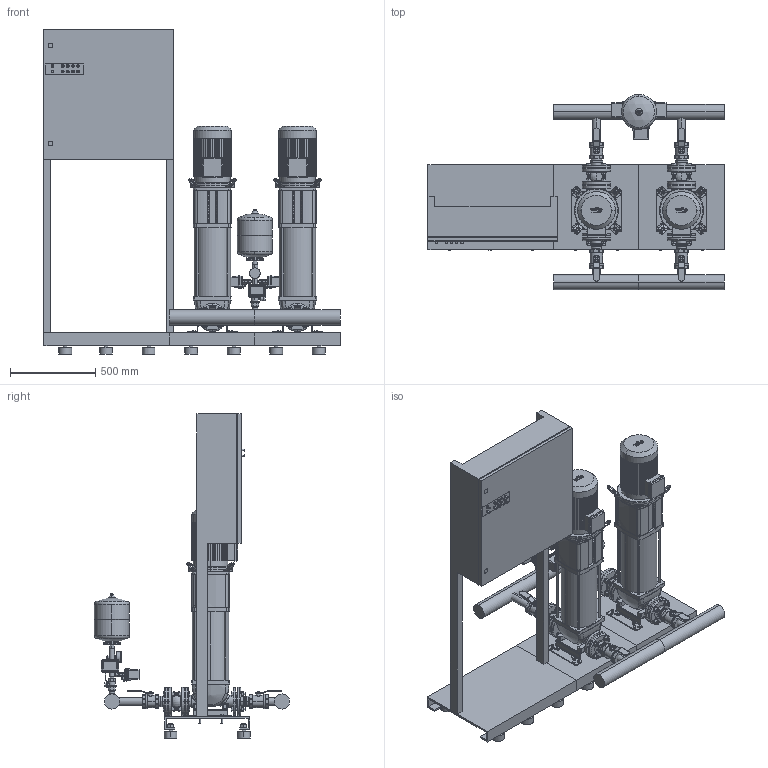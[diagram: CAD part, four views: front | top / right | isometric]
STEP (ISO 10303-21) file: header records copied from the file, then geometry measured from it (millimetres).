
FILE_DESCRIPTION((''),'2;1');
FILE_NAME('3d_FLA-2HELIXV2206_K-01PN16-2534435.stp','2013-07-05T14:25:30',(''),(''),'Mechanical Desktop 2009','Mechanical Desktop 2009',', , ');
FILE_SCHEMA(('CONFIG_CONTROL_DESIGN'));
Length unit declared in the file: millimetre
Products named in the file (1): Product
Bounding box: 1740 x 1147.45 x 1905 mm (x, y, z)
Volume: 250430566.7 mm3; surface area: 11977136.5 mm2
Topology: 141 solids, 141 shells, 4671 faces, 11687 edges, 7584 vertices
Faces by surface type: bspline 1743, plane 1714, cylinder 887, cone 163, torus 158, sphere 6
Entity records: 157895 total; most frequent: CARTESIAN_POINT 48461, ORIENTED_EDGE 23358, DIRECTION 20889, EDGE_CURVE 11679, VERTEX_POINT 7580, VECTOR 7497, LINE 7497, AXIS2_PLACEMENT_3D 6696
